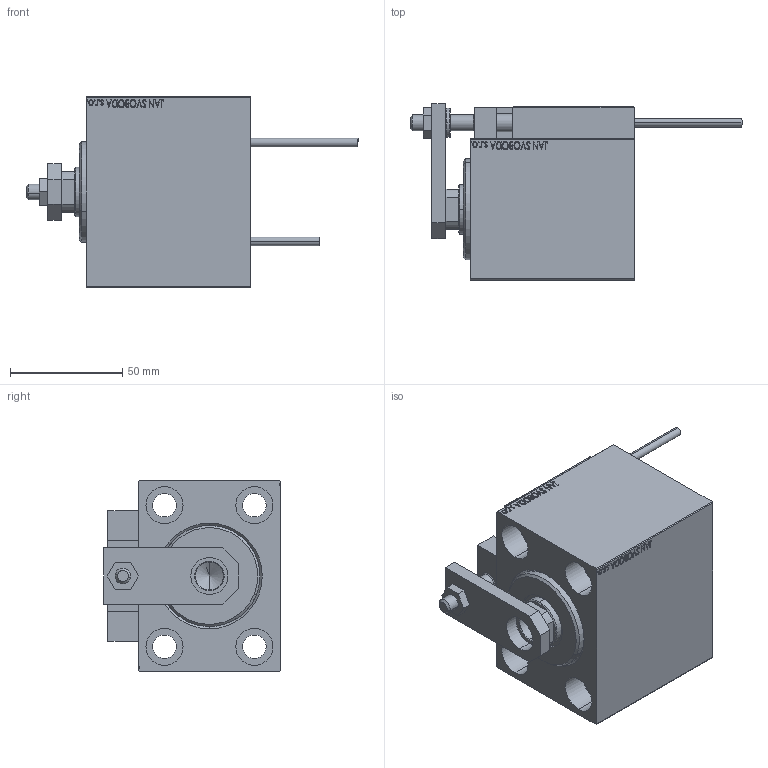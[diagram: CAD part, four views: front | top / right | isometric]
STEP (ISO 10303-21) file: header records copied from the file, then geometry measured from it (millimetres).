
FILE_DESCRIPTION (( 'STEP AP203' ), '1' );
FILE_NAME ('e52d.STEP', '2024-02-12T17:01:09', ( '' ), ( '' ), 'SwSTEP 2.0', 'SolidWorks 2019', '' );
FILE_SCHEMA (( 'CONFIG_CONTROL_DESIGN' ));
Length unit declared in the file: millimetre
Products named in the file (15): Block 68d86a165db33db0c2f6ae5f753cba86; MAGNET 68d86a165db33db0c2f6ae5f753cba86; NUT_D12 68d86a165db33db0c2f6ae5f753cba86; V450CM_VC_B 68d86a165db33db0c2f6ae5f753cba86; ALLEN BOLT D5 68d86a165db33db0c2f6ae5f753cba86; SWITCH DIM B,W 68d86a165db33db0c2f6ae5f753cba86; ALLEN BOLT D8 68d86a165db33db0c2f6ae5f753cba86; TYC_L79 68d86a165db33db0c2f6ae5f753cba86; ZARAZKA 68d86a165db33db0c2f6ae5f753cba86; SWITCH X 68d86a165db33db0c2f6ae5f753cba86; SWITCH_X_FRONT_BACK 68d86a165db33db0c2f6ae5f753cba86; e52d; V450CM_C_VCP 68d86a165db33db0c2f6ae5f753cba86; KONCOVKA 68d86a165db33db0c2f6ae5f753cba86; V450CM_C_Body 68d86a165db33db0c2f6ae5f753cba86
Assembly tree (24 placements, depth 3):
  e52d
    V450CM_C_Body 68d86a165db33db0c2f6ae5f753cba86
    SWITCH X 68d86a165db33db0c2f6ae5f753cba86
      SWITCH_X_FRONT_BACK 68d86a165db33db0c2f6ae5f753cba86  x2
      TYC_L79 68d86a165db33db0c2f6ae5f753cba86
      Block 68d86a165db33db0c2f6ae5f753cba86  x2
      ALLEN BOLT D5 68d86a165db33db0c2f6ae5f753cba86  x4
      ALLEN BOLT D8 68d86a165db33db0c2f6ae5f753cba86  x4
      MAGNET 68d86a165db33db0c2f6ae5f753cba86  x2
      KONCOVKA 68d86a165db33db0c2f6ae5f753cba86  x2
    NUT_D12 68d86a165db33db0c2f6ae5f753cba86
    SWITCH DIM B,W 68d86a165db33db0c2f6ae5f753cba86
    ZARAZKA 68d86a165db33db0c2f6ae5f753cba86
    V450CM_C_VCP 68d86a165db33db0c2f6ae5f753cba86
    V450CM_VC_B 68d86a165db33db0c2f6ae5f753cba86
Bounding box: 147.7 x 78.5 x 85 mm (x, y, z)
Volume: 395133.8 mm3; surface area: 91813.2 mm2
Topology: 23 solids, 23 shells, 1278 faces, 3056 edges, 1955 vertices
Faces by surface type: plane 560, bspline 380, cylinder 184, cone 106, torus 44, sphere 4
Entity records: 50043 total; most frequent: CARTESIAN_POINT 25886, ORIENTED_EDGE 5132, DIRECTION 3438, EDGE_CURVE 2566, VERTEX_POINT 1679, LINE 1480, VECTOR 1480, EDGE_LOOP 1187
